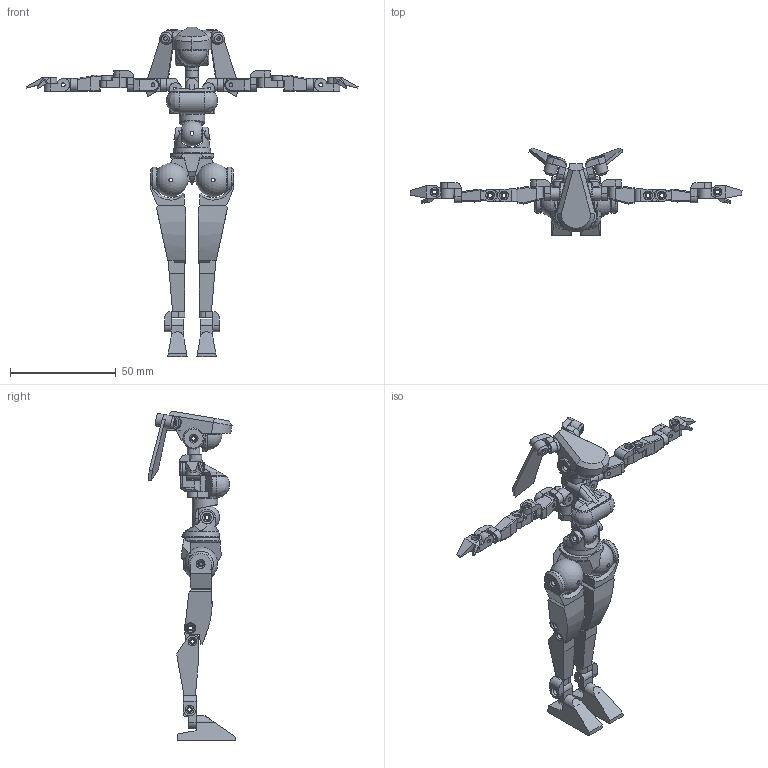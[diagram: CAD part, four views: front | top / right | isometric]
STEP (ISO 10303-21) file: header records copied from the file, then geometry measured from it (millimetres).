
FILE_DESCRIPTION(/* description */ (''),/* implementation_level */ '2;1');
FILE_NAME(/* name */ 'RobotGirl v15.step',/* time_stamp */ '2021-08-01T13:21:58+09:00',/* author */ (''),/* organization */ (''),/* preprocessor_version */ 'ST-DEVELOPER v18.1',/* originating_system */ 'Autodesk Translation Framework v10.9.0.1377',/* authorisation */ '');
FILE_SCHEMA (('AUTOMOTIVE_DESIGN { 1 0 10303 214 3 1 1 }'));
Length unit declared in the file: millimetre
Products named in the file (8): RobotGirl; AllBody; Head; Body; Leftarm; LeftReg; Rightarm; RightReg
Assembly tree (7 placements, depth 3):
  RobotGirl
    AllBody
      Head
      Body
      Leftarm
      LeftReg
      Rightarm
      RightReg
Bounding box: 156.8 x 41.3 x 155.78 mm (x, y, z)
Volume: 36440.5 mm3; surface area: 30054.3 mm2
Topology: 50 solids, 51 shells, 902 faces, 2244 edges, 1444 vertices
Faces by surface type: plane 503, cylinder 286, cone 73, bspline 27, sphere 9, torus 4
Full cylindrical faces by diameter (mm): 1.8 x54, 2.7 x48, 2.8 x3, 5 x2, 6 x14, 6.4 x2, 12 x1
Entity records: 29514 total; most frequent: CARTESIAN_POINT 7349, DIRECTION 4560, ORIENTED_EDGE 4478, EDGE_CURVE 2239, AXIS2_PLACEMENT_3D 1631, VERTEX_POINT 1444, LINE 1298, VECTOR 1298
